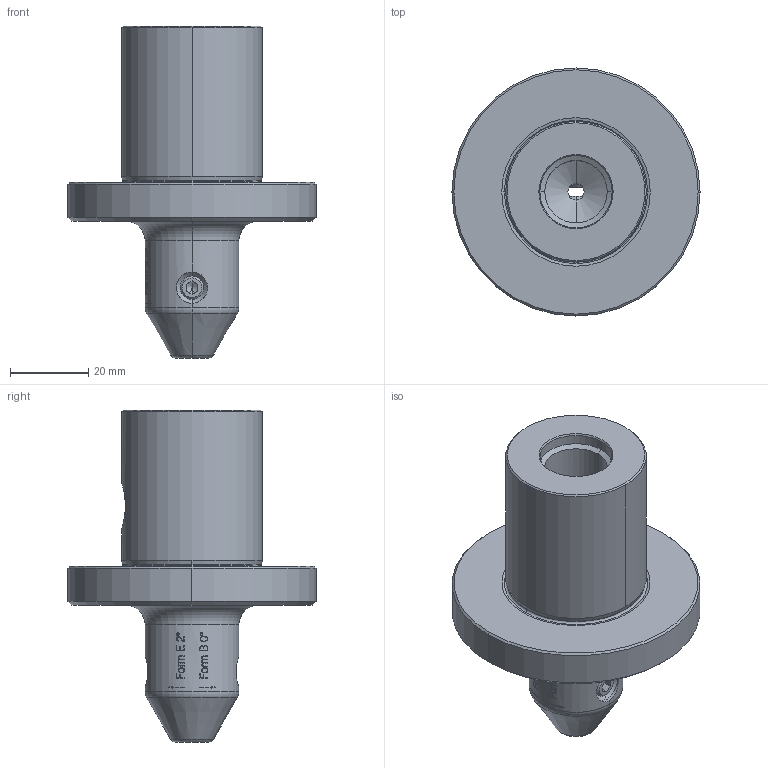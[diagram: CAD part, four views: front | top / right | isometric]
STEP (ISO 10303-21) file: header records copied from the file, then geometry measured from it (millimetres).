
FILE_DESCRIPTION(('no description'),'unknown implementation level');
FILE_NAME('D796DFB6-A0CD-44FF-8C16-BBAEAFE3923B_export.stp',' ',('CIMSOURCE GmbH'),('CADClick - KiM GmbH - www.kimweb.de'),'unknown preprocess','ACIS','unknown authorization');
FILE_SCHEMA(('automotive_design'));
Length unit declared in the file: millimetre
Products named in the file (3): 335.240 Kaiser CKS6 X D6 B+E|335.240 Kaiser CKS6 X D6 B+E_Standard;NONE; 335.240 Kaiser CKS6 X D6 B+E|690.477 Kaiser ETL M6 X 10_Standard;NONE
Bounding box: 63.5 x 63.5 x 85 mm (x, y, z)
Volume: 77558.4 mm3; surface area: 17883.8 mm2
Topology: 3 solids, 3 shells, 329 faces, 837 edges, 530 vertices
Faces by surface type: plane 129, bspline 91, cylinder 53, cone 44, torus 12
Entity records: 23426 total; most frequent: CARTESIAN_POINT 6500, STYLED_ITEM 1691, PRESENTATION_STYLE_ASSIGNMENT 1691, COLOUR_RGB 1691, ORIENTED_EDGE 1658, DIRECTION 1336, EDGE_CURVE 829, CURVE_STYLE 829
